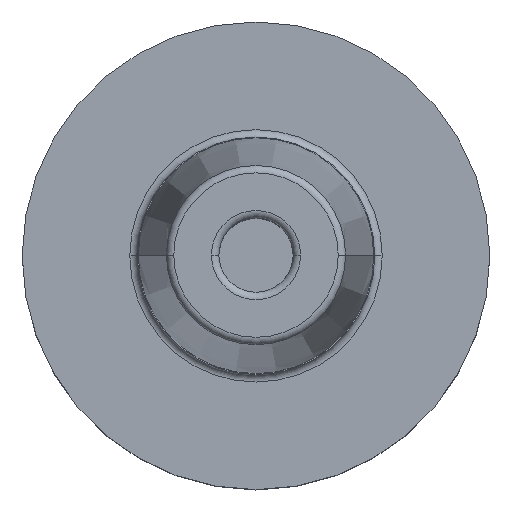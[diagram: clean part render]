
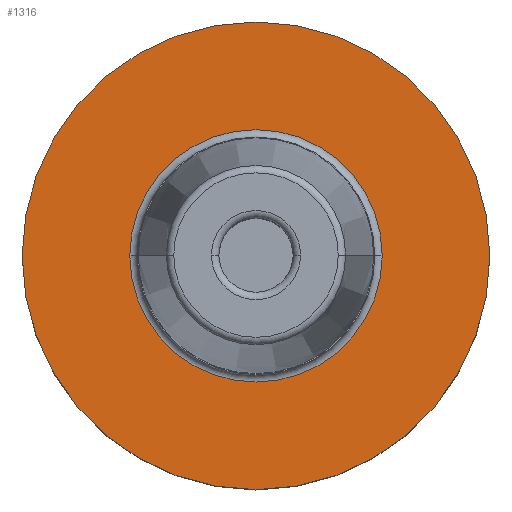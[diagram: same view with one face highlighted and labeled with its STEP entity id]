
A CAD part, top view. The second image highlights one B-rep face of the part: STEP entity #1316.
In plain terms, the highlighted planar face has unit normal (0, 0, 1).
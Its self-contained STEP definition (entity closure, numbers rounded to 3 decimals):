
#375=CARTESIAN_POINT('',(0.,0.,25.95));
#376=DIRECTION('',(0.,0.,1.));
#377=DIRECTION('',(0.,-1.,0.));
#378=AXIS2_PLACEMENT_3D('',#375,#376,#377);
#383=CARTESIAN_POINT('',(0.,0.,25.95));
#384=DIRECTION('',(0.,0.,1.));
#385=DIRECTION('',(0.,1.,0.));
#386=AXIS2_PLACEMENT_3D('',#383,#384,#385);
#391=CARTESIAN_POINT('',(0.,0.,25.95));
#392=DIRECTION('',(0.,0.,1.));
#393=DIRECTION('',(1.,0.,0.));
#394=AXIS2_PLACEMENT_3D('',#391,#392,#393);
#399=CARTESIAN_POINT('',(0.,0.,25.95));
#400=DIRECTION('',(0.,0.,-1.));
#401=DIRECTION('',(1.,0.,0.));
#402=AXIS2_PLACEMENT_3D('',#399,#400,#401);
#844=CARTESIAN_POINT('',(17.,0.,25.95));
#846=VERTEX_POINT('',#844);
#848=CARTESIAN_POINT('',(-17.,0.,25.95));
#850=VERTEX_POINT('',#848);
#947=CARTESIAN_POINT('',(0.,-31.5,25.95));
#948=CARTESIAN_POINT('',(0.,31.5,25.95));
#949=VERTEX_POINT('',#947);
#950=VERTEX_POINT('',#948);
#1301=CARTESIAN_POINT('',(0.,0.,25.95));
#1302=DIRECTION('',(0.,0.,1.));
#1303=DIRECTION('',(1.,0.,0.));
#1304=AXIS2_PLACEMENT_3D('',#1301,#1302,#1303);
#1305=PLANE('',#1304);
#1306=ORIENTED_EDGE('',*,*,#984,.F.);
#1307=ORIENTED_EDGE('',*,*,#1042,.F.);
#1308=EDGE_LOOP('',(#1306,#1307));
#1309=FACE_OUTER_BOUND('',#1308,.F.);
#1311=ORIENTED_EDGE('',*,*,#1310,.T.);
#1313=ORIENTED_EDGE('',*,*,#1312,.F.);
#1314=EDGE_LOOP('',(#1311,#1313));
#1315=FACE_BOUND('',#1314,.F.);
#1316=ADVANCED_FACE('',(#1309,#1315),#1305,.T.);
#379=CIRCLE('',#378,31.5);
#387=CIRCLE('',#386,31.5);
#395=CIRCLE('',#394,17.);
#403=CIRCLE('',#402,17.);
#984=EDGE_CURVE('',#949,#950,#379,.T.);
#1042=EDGE_CURVE('',#950,#949,#387,.T.);
#1310=EDGE_CURVE('',#846,#850,#395,.T.);
#1312=EDGE_CURVE('',#846,#850,#403,.T.);
